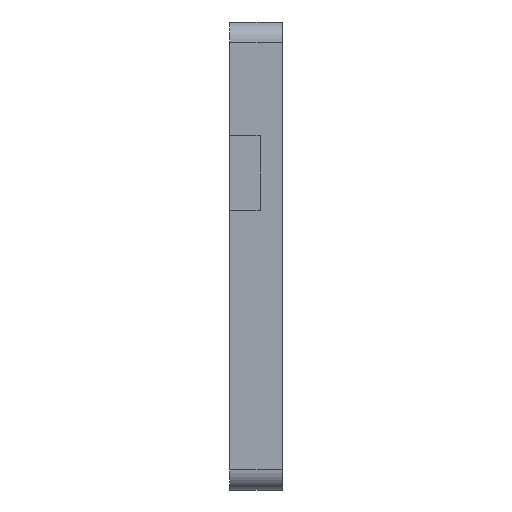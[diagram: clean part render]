
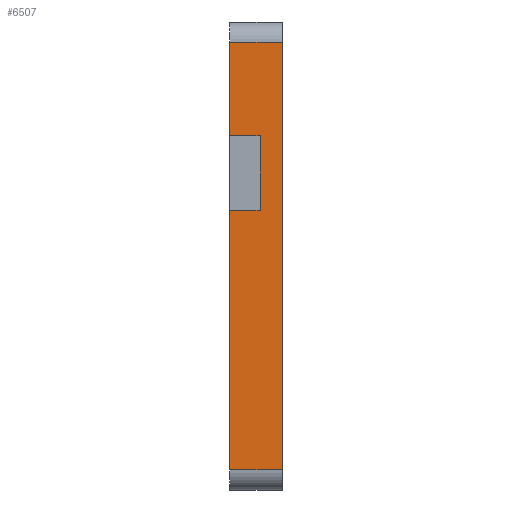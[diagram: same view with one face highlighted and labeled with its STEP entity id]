
A CAD part, left-side view. The second image highlights one B-rep face of the part: STEP entity #6507.
In plain terms, the highlighted planar face has unit normal (-1, 0, 0).
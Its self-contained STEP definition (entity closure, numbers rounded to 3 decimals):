
#508=PLANE('',#6945);
#836=FACE_OUTER_BOUND('',#1237,.T.);
#1237=EDGE_LOOP('',(#6002,#6003,#6004,#6005,#6006,#6007,#6008,#6009));
#1802=LINE('',#11775,#2385);
#1809=LINE('',#11810,#2392);
#1817=LINE('',#11826,#2400);
#1822=LINE('',#11844,#2405);
#1823=LINE('',#11846,#2406);
#1824=LINE('',#11848,#2407);
#1825=LINE('',#11850,#2408);
#1826=LINE('',#11851,#2409);
#2385=VECTOR('',#8270,10.);
#2392=VECTOR('',#8305,10.);
#2400=VECTOR('',#8313,10.);
#2405=VECTOR('',#8334,10.);
#2406=VECTOR('',#8337,10.);
#2407=VECTOR('',#8338,10.);
#2408=VECTOR('',#8339,10.);
#2409=VECTOR('',#8340,10.);
#3205=VERTEX_POINT('',#11772);
#3206=VERTEX_POINT('',#11774);
#3219=VERTEX_POINT('',#11807);
#3220=VERTEX_POINT('',#11809);
#3227=VERTEX_POINT('',#11823);
#3228=VERTEX_POINT('',#11825);
#3234=VERTEX_POINT('',#11847);
#3235=VERTEX_POINT('',#11849);
#4132=EDGE_CURVE('',#3205,#3206,#1802,.T.);
#4148=EDGE_CURVE('',#3219,#3220,#1809,.T.);
#4156=EDGE_CURVE('',#3227,#3228,#1817,.T.);
#4166=EDGE_CURVE('',#3206,#3219,#1822,.T.);
#4167=EDGE_CURVE('',#3228,#3205,#1823,.T.);
#4168=EDGE_CURVE('',#3227,#3234,#1824,.T.);
#4169=EDGE_CURVE('',#3234,#3235,#1825,.T.);
#4170=EDGE_CURVE('',#3235,#3220,#1826,.T.);
#6002=ORIENTED_EDGE('',*,*,#4166,.F.);
#6003=ORIENTED_EDGE('',*,*,#4132,.F.);
#6004=ORIENTED_EDGE('',*,*,#4167,.F.);
#6005=ORIENTED_EDGE('',*,*,#4156,.F.);
#6006=ORIENTED_EDGE('',*,*,#4168,.T.);
#6007=ORIENTED_EDGE('',*,*,#4169,.T.);
#6008=ORIENTED_EDGE('',*,*,#4170,.T.);
#6009=ORIENTED_EDGE('',*,*,#4148,.F.);
#6507=ADVANCED_FACE('',(#836),#508,.T.);
#6945=AXIS2_PLACEMENT_3D('',#11845,#8335,#8336);
#8270=DIRECTION('',(0.,0.,-1.));
#8305=DIRECTION('',(0.,0.,1.));
#8313=DIRECTION('',(0.,0.,1.));
#8334=DIRECTION('',(0.,1.,0.));
#8335=DIRECTION('center_axis',(-1.,0.,0.));
#8336=DIRECTION('ref_axis',(0.,0.,1.));
#8337=DIRECTION('',(0.,-1.,0.));
#8338=DIRECTION('',(0.,-1.,0.));
#8339=DIRECTION('',(0.,0.,-1.));
#8340=DIRECTION('',(0.,1.,0.));
#11772=CARTESIAN_POINT('',(-58.2,0.,53.15));
#11774=CARTESIAN_POINT('',(-58.2,0.,-53.15));
#11775=CARTESIAN_POINT('',(-58.2,0.,58.15));
#11807=CARTESIAN_POINT('',(-58.2,13.,-53.15));
#11809=CARTESIAN_POINT('',(-58.2,13.,11.392));
#11810=CARTESIAN_POINT('',(-58.2,13.,58.15));
#11823=CARTESIAN_POINT('',(-58.2,13.,29.892));
#11825=CARTESIAN_POINT('',(-58.2,13.,53.15));
#11826=CARTESIAN_POINT('',(-58.2,13.,58.15));
#11844=CARTESIAN_POINT('',(-58.2,0.,-53.15));
#11845=CARTESIAN_POINT('Origin',(-58.2,0.,-58.15));
#11846=CARTESIAN_POINT('',(-58.2,0.,53.15));
#11847=CARTESIAN_POINT('',(-58.2,5.5,29.892));
#11848=CARTESIAN_POINT('',(-58.2,6.5,29.892));
#11849=CARTESIAN_POINT('',(-58.2,5.5,11.392));
#11850=CARTESIAN_POINT('',(-58.2,5.5,-18.754));
#11851=CARTESIAN_POINT('',(-58.2,6.5,11.392));
